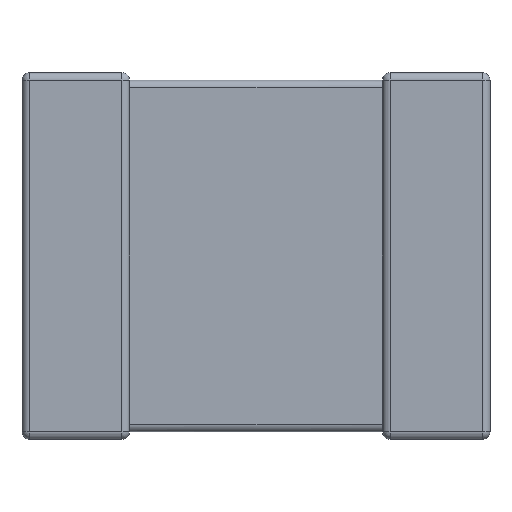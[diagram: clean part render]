
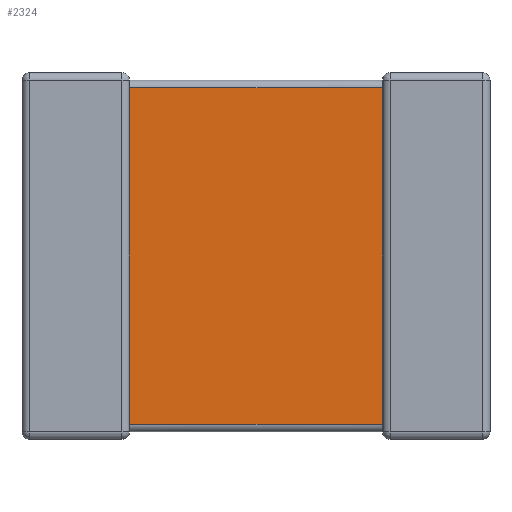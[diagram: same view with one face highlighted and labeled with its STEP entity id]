
A CAD part, front view. The second image highlights one B-rep face of the part: STEP entity #2324.
In plain terms, the highlighted planar face has unit normal (0, -1, 0).
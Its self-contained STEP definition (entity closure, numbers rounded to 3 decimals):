
#144 = CARTESIAN_POINT ( 'NONE',  ( 0.85, 0.06, -2.779 ) ) ;
#202 = CARTESIAN_POINT ( 'NONE',  ( 2.85, 0.06, -2.779 ) ) ;
#257 = EDGE_CURVE ( 'NONE', #1095, #2422, #1950, .T. ) ;
#322 = CARTESIAN_POINT ( 'NONE',  ( 2.85, 0.06, -2.779 ) ) ;
#497 = CARTESIAN_POINT ( 'NONE',  ( 0.85, 0.06, -0.121 ) ) ;
#533 = DIRECTION ( 'NONE',  ( -1., 0., 0. ) ) ;
#540 = CARTESIAN_POINT ( 'NONE',  ( 0.85, 0.06, -0.121 ) ) ;
#572 = DIRECTION ( 'NONE',  ( 0., -1., 0. ) ) ;
#595 = LINE ( 'NONE', #2202, #1664 ) ;
#608 = EDGE_CURVE ( 'NONE', #3807, #753, #595, .T. ) ;
#659 = EDGE_CURVE ( 'NONE', #753, #2422, #2902, .T. ) ;
#753 = VERTEX_POINT ( 'NONE', #1633 ) ;
#1095 = VERTEX_POINT ( 'NONE', #144 ) ;
#1237 = CARTESIAN_POINT ( 'NONE',  ( 0.85, 0.06, -2.9 ) ) ;
#1486 = ORIENTED_EDGE ( 'NONE', *, *, #659, .T. ) ;
#1633 = CARTESIAN_POINT ( 'NONE',  ( 2.85, 0.06, -0.121 ) ) ;
#1664 = VECTOR ( 'NONE', #3274, 1000. ) ;
#1925 = EDGE_LOOP ( 'NONE', ( #2851, #3239, #3713, #1486 ) ) ;
#1950 = LINE ( 'NONE', #1237, #4373 ) ;
#2202 = CARTESIAN_POINT ( 'NONE',  ( 2.85, 0.06, -2.9 ) ) ;
#2324 = ADVANCED_FACE ( 'NONE', ( #2358 ), #3075, .T. ) ;
#2358 = FACE_OUTER_BOUND ( 'NONE', #1925, .T. ) ;
#2375 = CARTESIAN_POINT ( 'NONE',  ( 0.85, 0.06, -2.9 ) ) ;
#2422 = VERTEX_POINT ( 'NONE', #540 ) ;
#2851 = ORIENTED_EDGE ( 'NONE', *, *, #257, .F. ) ;
#2902 = LINE ( 'NONE', #497, #4071 ) ;
#3026 = DIRECTION ( 'NONE',  ( 0., 0., -1. ) ) ;
#3075 = PLANE ( 'NONE',  #3725 ) ;
#3239 = ORIENTED_EDGE ( 'NONE', *, *, #4119, .T. ) ;
#3254 = LINE ( 'NONE', #202, #4502 ) ;
#3274 = DIRECTION ( 'NONE',  ( 0., 0., 1. ) ) ;
#3713 = ORIENTED_EDGE ( 'NONE', *, *, #608, .T. ) ;
#3725 = AXIS2_PLACEMENT_3D ( 'NONE', #2375, #572, #3026 ) ;
#3770 = DIRECTION ( 'NONE',  ( 0., 0., 1. ) ) ;
#3807 = VERTEX_POINT ( 'NONE', #322 ) ;
#4071 = VECTOR ( 'NONE', #533, 1000. ) ;
#4119 = EDGE_CURVE ( 'NONE', #1095, #3807, #3254, .T. ) ;
#4151 = DIRECTION ( 'NONE',  ( 1., 0., 0. ) ) ;
#4373 = VECTOR ( 'NONE', #3770, 1000. ) ;
#4502 = VECTOR ( 'NONE', #4151, 1000. ) ;
